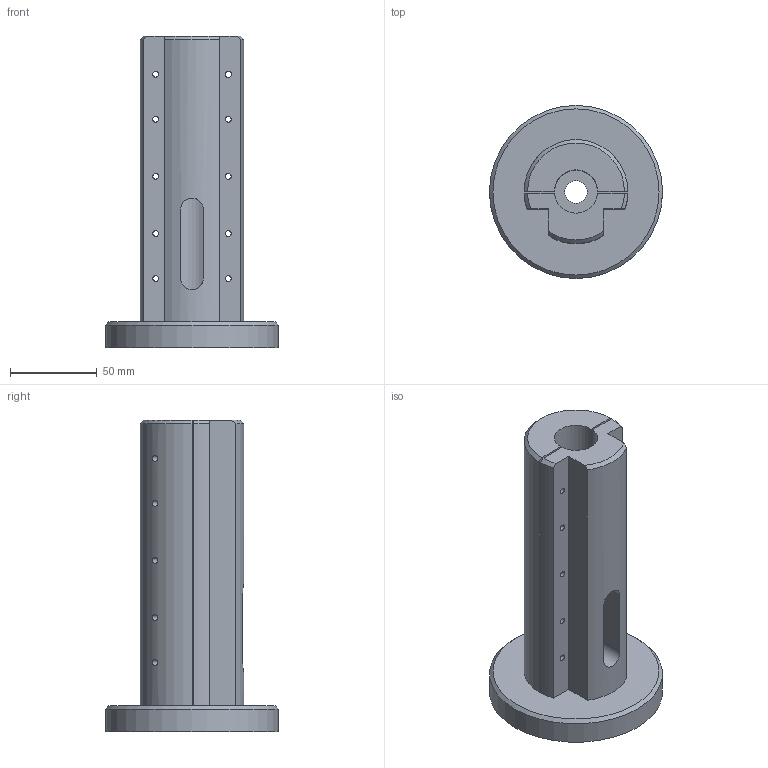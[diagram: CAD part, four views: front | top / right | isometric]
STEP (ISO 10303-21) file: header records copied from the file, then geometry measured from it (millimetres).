
FILE_DESCRIPTION(/* description */ (''),/* implementation_level */ '2;1');
FILE_NAME(/* name */ 'Support vertical 5 v14.step',/* time_stamp */ '2020-05-10T16:06:50+02:00',/* author */ (''),/* organization */ (''),/* preprocessor_version */ 'ST-DEVELOPER v18.1',/* originating_system */ 'Autodesk Translation Framework v9.2.0.1227',/* authorisation */ '');
FILE_SCHEMA (('AUTOMOTIVE_DESIGN { 1 0 10303 214 3 1 1 }'));
Length unit declared in the file: millimetre
Products named in the file (4): Support vertical 5; Base verticale petite; Base ronde; Base verticale grande
Assembly tree (3 placements, depth 2):
  Support vertical 5
    Base verticale petite
    Base ronde
    Base verticale grande
Bounding box: 100 x 100 x 180 mm (x, y, z)
Volume: 439134.6 mm3; surface area: 87694.1 mm2
Topology: 3 solids, 3 shells, 76 faces, 224 edges, 159 vertices
Faces by surface type: cylinder 45, plane 21, cone 10
Full cylindrical faces by diameter (mm): 3.332 x23, 3.783 x2, 4.5 x5, 8 x5, 13 x1, 100 x1
Entity records: 3220 total; most frequent: CARTESIAN_POINT 921, DIRECTION 461, ORIENTED_EDGE 438, EDGE_CURVE 219, AXIS2_PLACEMENT_3D 189, VERTEX_POINT 159, EDGE_LOOP 140, CIRCLE 106
